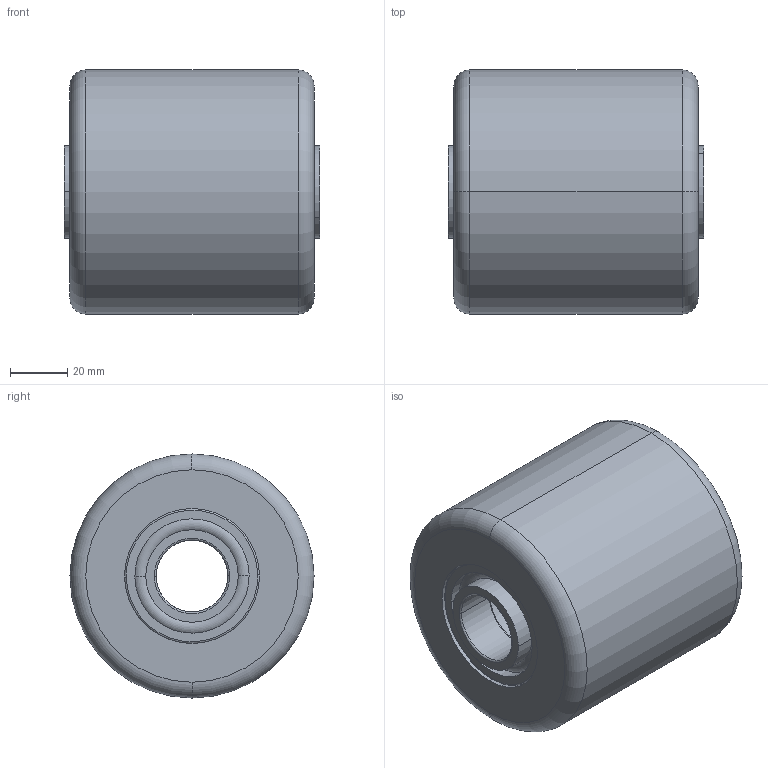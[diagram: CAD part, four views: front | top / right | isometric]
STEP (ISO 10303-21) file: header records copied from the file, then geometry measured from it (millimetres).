
FILE_DESCRIPTION (( 'STEP AP214' ), '1' );
FILE_NAME ('0034310_PAHU-085-85-K25-EL89_(A-01).step', '2019-08-16T07:26:24', ( 'Windows-Benutzer' ), ( '' ), 'SwSTEP 2.0', 'SolidWorks 2018', '' );
FILE_SCHEMA (( 'AUTOMOTIVE_DESIGN' ));
Length unit declared in the file: millimetre
Products named in the file (1): 0034310_PAHU-085-85-K25-EL89_(A-01)
Bounding box: 89 x 85 x 85 mm (x, y, z)
Volume: 386146.8 mm3; surface area: 64184.2 mm2
Topology: 9 solids, 9 shells, 104 faces, 208 edges, 120 vertices
Faces by surface type: torus 40, cylinder 40, plane 16, cone 8
Entity records: 4010 total; most frequent: DIRECTION 578, CARTESIAN_POINT 433, ORIENTED_EDGE 416, AXIS2_PLACEMENT_3D 265, EDGE_CURVE 208, CIRCLE 160, EDGE_LOOP 120, VERTEX_POINT 120
